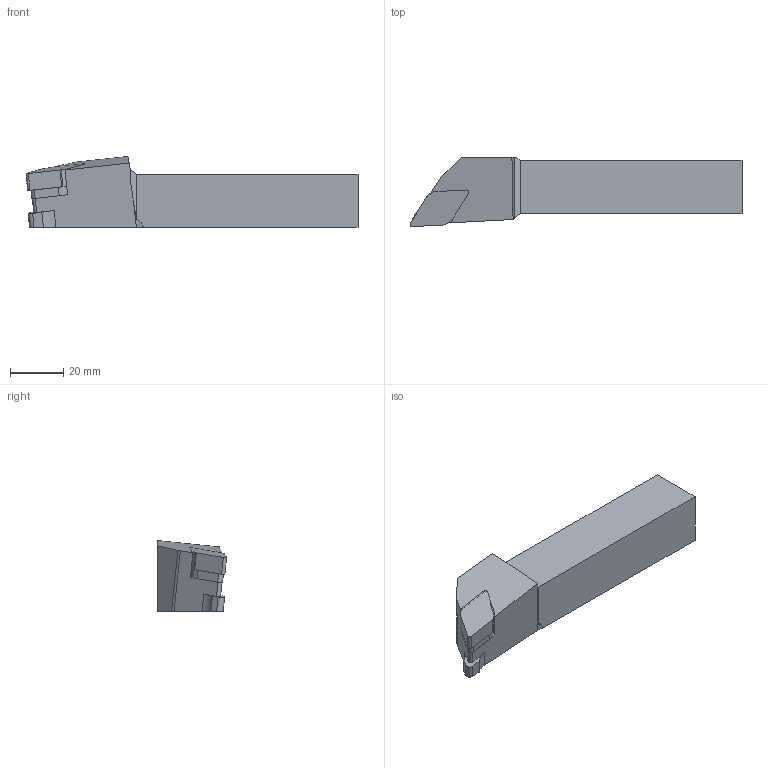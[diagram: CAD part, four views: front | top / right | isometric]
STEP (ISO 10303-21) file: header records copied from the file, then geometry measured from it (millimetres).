
FILE_DESCRIPTION(/* description */ (''),/* implementation_level */ '2;1');
FILE_NAME(/* name */ 'PDJNR-2020-K15-H.stp',/* time_stamp */ '2023-09-29T17:09:28+03:00',/* author */ (''),/* organization */ (''),/* preprocessor_version */ 'ST-DEVELOPER v19.4',/* originating_system */ 'SIEMENS PLM Software NX2306.3001',/* authorisation */ '');
FILE_SCHEMA (('AUTOMOTIVE_DESIGN { 1 0 10303 214 3 1 1 1 }'));
Length unit declared in the file: millimetre
Products named in the file (1): PDJNR-2020-K15-H
Bounding box: 124.32 x 25.92 x 26.53 mm (x, y, z)
Volume: 50485.1 mm3; surface area: 11556.5 mm2
Topology: 2 solids, 2 shells, 51 faces, 136 edges, 89 vertices
Faces by surface type: plane 35, cylinder 16
Entity records: 1713 total; most frequent: CARTESIAN_POINT 277, DIRECTION 275, ORIENTED_EDGE 272, EDGE_CURVE 136, LINE 101, VECTOR 101, VERTEX_POINT 89, AXIS2_PLACEMENT_3D 87
